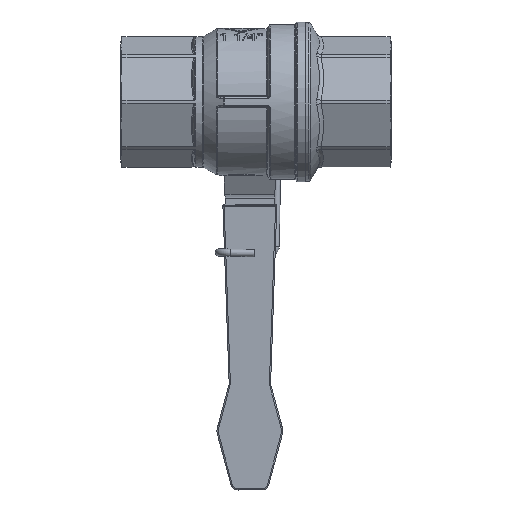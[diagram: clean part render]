
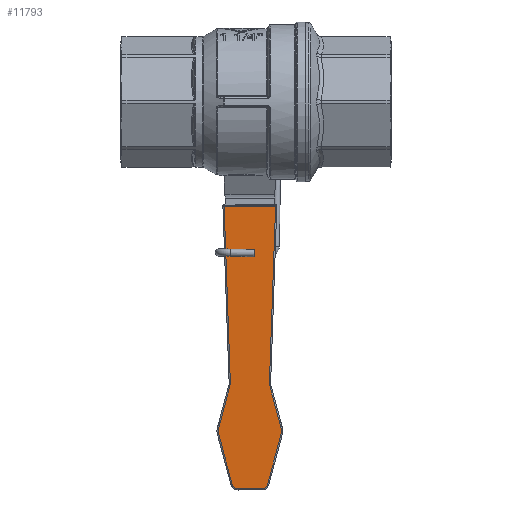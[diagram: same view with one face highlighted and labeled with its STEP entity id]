
A CAD part, front view. The second image highlights one B-rep face of the part: STEP entity #11793.
In plain terms, the highlighted planar face has unit normal (0, -0.999, -0.035).
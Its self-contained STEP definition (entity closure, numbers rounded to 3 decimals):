
#252=B_SPLINE_CURVE_WITH_KNOTS('',3,(#17681,#17682,#17683,#17684),
 .UNSPECIFIED.,.F.,.F.,(4,4),(0.465,0.502),
 .UNSPECIFIED.);
#253=B_SPLINE_CURVE_WITH_KNOTS('',3,(#17685,#17686,#17687,#17688,#17689,
#17690,#17691,#17692),.UNSPECIFIED.,.F.,.F.,(4,2,2,4),(0.502,
0.524,0.549,0.555),.UNSPECIFIED.);
#987=PLANE('',#12562);
#1984=FACE_OUTER_BOUND('',#2668,.T.);
#2668=EDGE_LOOP('',(#8536,#8537,#8538,#8539,#8540,#8541,#8542,#8543,#8544,
#8545,#8546,#8547,#8548,#8549,#8550,#8551,#8552));
#3405=LINE('',#17436,#4141);
#3420=LINE('',#17539,#4156);
#3422=LINE('',#17551,#4158);
#3424=LINE('',#17563,#4160);
#3426=LINE('',#17575,#4162);
#3428=LINE('',#17587,#4164);
#3430=LINE('',#17599,#4166);
#3432=LINE('',#17628,#4168);
#3433=LINE('',#17630,#4169);
#4141=VECTOR('',#13611,10.);
#4156=VECTOR('',#13728,10.);
#4158=VECTOR('',#13742,10.);
#4160=VECTOR('',#13756,10.);
#4162=VECTOR('',#13770,10.);
#4164=VECTOR('',#13784,10.);
#4166=VECTOR('',#13798,10.);
#4168=VECTOR('',#13810,10.);
#4169=VECTOR('',#13813,10.);
#4828=CIRCLE('',#12516,1.507);
#4832=CIRCLE('',#12522,2.507);
#4836=CIRCLE('',#12528,2.509);
#4840=CIRCLE('',#12534,2.509);
#4844=CIRCLE('',#12540,2.507);
#4848=CIRCLE('',#12546,1.507);
#5298=VERTEX_POINT('',#17412);
#5300=VERTEX_POINT('',#17435);
#5302=VERTEX_POINT('',#17441);
#5322=VERTEX_POINT('',#17535);
#5324=VERTEX_POINT('',#17541);
#5326=VERTEX_POINT('',#17547);
#5328=VERTEX_POINT('',#17553);
#5330=VERTEX_POINT('',#17559);
#5332=VERTEX_POINT('',#17565);
#5334=VERTEX_POINT('',#17571);
#5336=VERTEX_POINT('',#17577);
#5338=VERTEX_POINT('',#17583);
#5340=VERTEX_POINT('',#17589);
#5342=VERTEX_POINT('',#17595);
#5344=VERTEX_POINT('',#17601);
#5347=VERTEX_POINT('',#17608);
#5350=VERTEX_POINT('',#17680);
#6464=EDGE_CURVE('',#5298,#5300,#3405,.T.);
#6510=EDGE_CURVE('',#5302,#5322,#3420,.T.);
#6513=EDGE_CURVE('',#5322,#5324,#4828,.T.);
#6516=EDGE_CURVE('',#5324,#5326,#3422,.T.);
#6519=EDGE_CURVE('',#5326,#5328,#4832,.T.);
#6522=EDGE_CURVE('',#5328,#5330,#3424,.T.);
#6525=EDGE_CURVE('',#5330,#5332,#4836,.T.);
#6528=EDGE_CURVE('',#5332,#5334,#3426,.T.);
#6531=EDGE_CURVE('',#5334,#5336,#4840,.T.);
#6534=EDGE_CURVE('',#5336,#5338,#3428,.T.);
#6537=EDGE_CURVE('',#5338,#5340,#4844,.T.);
#6540=EDGE_CURVE('',#5340,#5342,#3430,.T.);
#6543=EDGE_CURVE('',#5342,#5344,#4848,.T.);
#6546=EDGE_CURVE('',#5344,#5347,#3432,.T.);
#6547=EDGE_CURVE('',#5300,#5302,#3433,.T.);
#6565=EDGE_CURVE('',#5347,#5350,#252,.T.);
#6566=EDGE_CURVE('',#5350,#5298,#253,.T.);
#8536=ORIENTED_EDGE('',*,*,#6565,.F.);
#8537=ORIENTED_EDGE('',*,*,#6546,.F.);
#8538=ORIENTED_EDGE('',*,*,#6543,.F.);
#8539=ORIENTED_EDGE('',*,*,#6540,.F.);
#8540=ORIENTED_EDGE('',*,*,#6537,.F.);
#8541=ORIENTED_EDGE('',*,*,#6534,.F.);
#8542=ORIENTED_EDGE('',*,*,#6531,.F.);
#8543=ORIENTED_EDGE('',*,*,#6528,.F.);
#8544=ORIENTED_EDGE('',*,*,#6525,.F.);
#8545=ORIENTED_EDGE('',*,*,#6522,.F.);
#8546=ORIENTED_EDGE('',*,*,#6519,.F.);
#8547=ORIENTED_EDGE('',*,*,#6516,.F.);
#8548=ORIENTED_EDGE('',*,*,#6513,.F.);
#8549=ORIENTED_EDGE('',*,*,#6510,.F.);
#8550=ORIENTED_EDGE('',*,*,#6547,.F.);
#8551=ORIENTED_EDGE('',*,*,#6464,.F.);
#8552=ORIENTED_EDGE('',*,*,#6566,.F.);
#11793=ADVANCED_FACE('',(#1984),#987,.F.);
#12516=AXIS2_PLACEMENT_3D('',#17545,#13735,#13736);
#12522=AXIS2_PLACEMENT_3D('',#17557,#13749,#13750);
#12528=AXIS2_PLACEMENT_3D('',#17569,#13763,#13764);
#12534=AXIS2_PLACEMENT_3D('',#17581,#13777,#13778);
#12540=AXIS2_PLACEMENT_3D('',#17593,#13791,#13792);
#12546=AXIS2_PLACEMENT_3D('',#17605,#13805,#13806);
#12562=AXIS2_PLACEMENT_3D('',#17679,#13853,#13854);
#13611=DIRECTION('',(-0.035,-0.035,0.999));
#13728=DIRECTION('',(-0.035,0.035,-0.999));
#13735=DIRECTION('center_axis',(0.,-0.999,
-0.035));
#13736=DIRECTION('ref_axis',(-0.994,0.004,-0.113));
#13742=DIRECTION('',(0.259,0.034,-0.965));
#13749=DIRECTION('center_axis',(0.,0.999,
0.035));
#13750=DIRECTION('ref_axis',(1.,0.,0.));
#13756=DIRECTION('',(-0.259,0.034,-0.965));
#13763=DIRECTION('center_axis',(0.,0.999,
0.035));
#13764=DIRECTION('ref_axis',(0.609,0.028,-0.793));
#13770=DIRECTION('',(-1.,0.,0.));
#13777=DIRECTION('center_axis',(0.,0.999,
0.035));
#13778=DIRECTION('ref_axis',(-0.609,0.028,-0.793));
#13784=DIRECTION('',(-0.259,-0.034,0.965));
#13791=DIRECTION('center_axis',(0.,0.999,
0.035));
#13792=DIRECTION('ref_axis',(-1.,0.,0.));
#13798=DIRECTION('',(0.259,-0.034,0.965));
#13805=DIRECTION('center_axis',(0.,-0.999,
-0.035));
#13806=DIRECTION('ref_axis',(0.994,0.004,-0.113));
#13810=DIRECTION('',(-0.035,-0.035,0.999));
#13813=DIRECTION('',(1.,0.,0.));
#13853=DIRECTION('center_axis',(0.,0.999,
0.035));
#13854=DIRECTION('ref_axis',(0.,0.035,-0.999));
#17412=CARTESIAN_POINT('',(-30.504,51.417,-60.801));
#17435=CARTESIAN_POINT('',(-31.145,50.777,-42.485));
#17436=CARTESIAN_POINT('',(-31.383,50.54,-35.686));
#17441=CARTESIAN_POINT('',(-10.23,50.777,-42.483));
#17535=CARTESIAN_POINT('',(-12.749,53.298,-114.687));
#17539=CARTESIAN_POINT('',(-9.999,50.545,-35.854));
#17541=CARTESIAN_POINT('',(-12.698,53.314,-115.129));
#17545=CARTESIAN_POINT('Origin',(-11.243,53.3,-114.74));
#17547=CARTESIAN_POINT('',(-7.831,53.948,-133.279));
#17551=CARTESIAN_POINT('',(-17.635,52.671,-96.723));
#17553=CARTESIAN_POINT('',(-7.831,53.993,-134.576));
#17557=CARTESIAN_POINT('Origin',(-10.252,53.97,-133.928));
#17559=CARTESIAN_POINT('',(-13.454,54.726,-155.555));
#17563=CARTESIAN_POINT('',(-1.619,53.184,-111.404));
#17565=CARTESIAN_POINT('',(-15.877,54.79,-157.414));
#17569=CARTESIAN_POINT('Origin',(-15.877,54.703,-154.906));
#17571=CARTESIAN_POINT('',(-25.483,54.79,-157.414));
#17575=CARTESIAN_POINT('',(-23.662,54.79,-157.414));
#17577=CARTESIAN_POINT('',(-27.907,54.726,-155.556));
#17581=CARTESIAN_POINT('Origin',(-25.484,54.703,-154.907));
#17583=CARTESIAN_POINT('',(-33.533,53.993,-134.578));
#17587=CARTESIAN_POINT('',(-42.638,52.807,-100.627));
#17589=CARTESIAN_POINT('',(-33.533,53.948,-133.281));
#17593=CARTESIAN_POINT('Origin',(-31.112,53.97,-133.929));
#17595=CARTESIAN_POINT('',(-28.668,53.314,-115.13));
#17599=CARTESIAN_POINT('',(-21.379,52.364,-87.938));
#17601=CARTESIAN_POINT('',(-28.618,53.298,-114.688));
#17605=CARTESIAN_POINT('Origin',(-30.123,53.3,-114.741));
#17608=CARTESIAN_POINT('',(-30.472,51.448,-61.707));
#17628=CARTESIAN_POINT('',(-31.383,50.54,-35.686));
#17630=CARTESIAN_POINT('',(-21.269,50.777,-42.484));
#17679=CARTESIAN_POINT('Origin',(-21.848,51.342,-58.668));
#17680=CARTESIAN_POINT('',(-30.369,51.435,-61.34));
#17681=CARTESIAN_POINT('Ctrl Pts',(-30.472,51.448,-61.707));
#17682=CARTESIAN_POINT('Ctrl Pts',(-30.416,51.444,-61.592));
#17683=CARTESIAN_POINT('Ctrl Pts',(-30.377,51.44,-61.46));
#17684=CARTESIAN_POINT('Ctrl Pts',(-30.369,51.435,-61.34));
#17685=CARTESIAN_POINT('Ctrl Pts',(-30.369,51.435,-61.34));
#17686=CARTESIAN_POINT('Ctrl Pts',(-30.364,51.433,-61.265));
#17687=CARTESIAN_POINT('Ctrl Pts',(-30.371,51.43,-61.174));
#17688=CARTESIAN_POINT('Ctrl Pts',(-30.404,51.424,-61.018));
#17689=CARTESIAN_POINT('Ctrl Pts',(-30.439,51.421,-60.925));
#17690=CARTESIAN_POINT('Ctrl Pts',(-30.485,51.418,-60.835));
#17691=CARTESIAN_POINT('Ctrl Pts',(-30.494,51.417,-60.818));
#17692=CARTESIAN_POINT('Ctrl Pts',(-30.504,51.417,-60.801));
